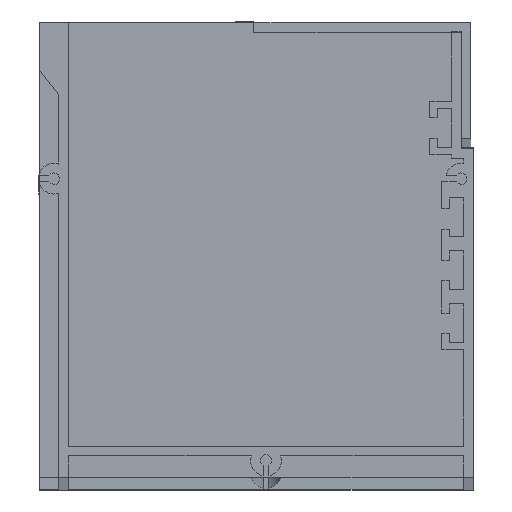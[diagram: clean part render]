
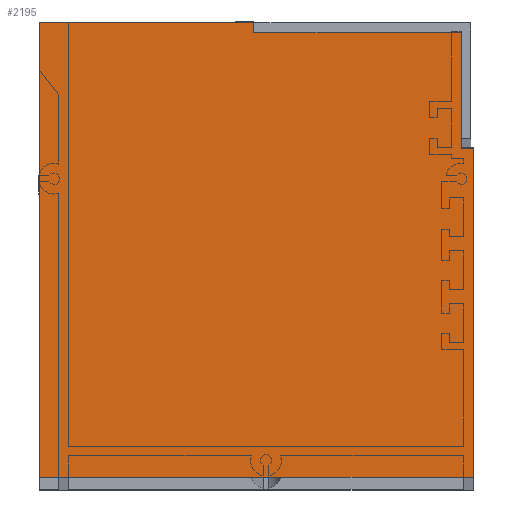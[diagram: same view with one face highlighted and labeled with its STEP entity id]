
A CAD part, top view. The second image highlights one B-rep face of the part: STEP entity #2195.
In plain terms, the highlighted planar face has unit normal (0, 0, 1).
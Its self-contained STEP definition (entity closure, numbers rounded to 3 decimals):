
#133=FACE_OUTER_BOUND('',#244,.T.);
#244=EDGE_LOOP('',(#1868,#1869,#1870,#1871,#1872,#1873,#1874,#1875));
#501=LINE('',#3454,#794);
#503=LINE('',#3458,#796);
#505=LINE('',#3462,#798);
#507=LINE('',#3466,#800);
#509=LINE('',#3470,#802);
#511=LINE('',#3474,#804);
#513=LINE('',#3478,#806);
#515=LINE('',#3481,#808);
#794=VECTOR('',#2831,10.);
#796=VECTOR('',#2835,10.);
#798=VECTOR('',#2839,10.);
#800=VECTOR('',#2843,10.);
#802=VECTOR('',#2847,10.);
#804=VECTOR('',#2851,10.);
#806=VECTOR('',#2855,10.);
#808=VECTOR('',#2859,10.);
#1029=VERTEX_POINT('',#3451);
#1030=VERTEX_POINT('',#3453);
#1031=VERTEX_POINT('',#3457);
#1032=VERTEX_POINT('',#3461);
#1033=VERTEX_POINT('',#3465);
#1034=VERTEX_POINT('',#3469);
#1035=VERTEX_POINT('',#3473);
#1036=VERTEX_POINT('',#3477);
#1309=EDGE_CURVE('',#1030,#1029,#501,.T.);
#1311=EDGE_CURVE('',#1031,#1030,#503,.T.);
#1313=EDGE_CURVE('',#1032,#1031,#505,.T.);
#1315=EDGE_CURVE('',#1033,#1032,#507,.T.);
#1317=EDGE_CURVE('',#1034,#1033,#509,.T.);
#1319=EDGE_CURVE('',#1035,#1034,#511,.T.);
#1321=EDGE_CURVE('',#1036,#1035,#513,.T.);
#1323=EDGE_CURVE('',#1029,#1036,#515,.T.);
#1868=ORIENTED_EDGE('',*,*,#1323,.T.);
#1869=ORIENTED_EDGE('',*,*,#1321,.T.);
#1870=ORIENTED_EDGE('',*,*,#1319,.T.);
#1871=ORIENTED_EDGE('',*,*,#1317,.T.);
#1872=ORIENTED_EDGE('',*,*,#1315,.T.);
#1873=ORIENTED_EDGE('',*,*,#1313,.T.);
#1874=ORIENTED_EDGE('',*,*,#1311,.T.);
#1875=ORIENTED_EDGE('',*,*,#1309,.T.);
#2084=PLANE('',#2395);
#2195=ADVANCED_FACE('',(#133),#2084,.T.);
#2395=AXIS2_PLACEMENT_3D('',#3482,#2860,#2861);
#2831=DIRECTION('',(0.,1.,0.));
#2835=DIRECTION('',(-1.,0.,0.));
#2839=DIRECTION('',(0.,1.,0.));
#2843=DIRECTION('',(-1.,0.,0.));
#2847=DIRECTION('',(0.,1.,0.));
#2851=DIRECTION('',(1.,0.,0.));
#2855=DIRECTION('',(0.,-1.,0.));
#2859=DIRECTION('',(-1.,0.,0.));
#2860=DIRECTION('center_axis',(0.,0.,1.));
#2861=DIRECTION('ref_axis',(1.,0.,0.));
#3451=CARTESIAN_POINT('',(-0.5,47.25,2.9));
#3453=CARTESIAN_POINT('',(-0.5,45.05,2.9));
#3454=CARTESIAN_POINT('',(-0.5,47.25,2.9));
#3457=CARTESIAN_POINT('',(42.5,45.05,2.9));
#3458=CARTESIAN_POINT('',(-0.5,45.05,2.9));
#3461=CARTESIAN_POINT('',(42.5,21.05,2.9));
#3462=CARTESIAN_POINT('',(42.5,45.05,2.9));
#3465=CARTESIAN_POINT('',(45.,21.05,2.9));
#3466=CARTESIAN_POINT('',(42.5,21.05,2.9));
#3469=CARTESIAN_POINT('',(45.,-47.25,2.9));
#3470=CARTESIAN_POINT('',(45.,21.05,2.9));
#3473=CARTESIAN_POINT('',(-45.,-47.25,2.9));
#3474=CARTESIAN_POINT('',(45.,-47.25,2.9));
#3477=CARTESIAN_POINT('',(-45.,47.25,2.9));
#3478=CARTESIAN_POINT('',(-45.,-47.25,2.9));
#3481=CARTESIAN_POINT('',(-45.,47.25,2.9));
#3482=CARTESIAN_POINT('Origin',(-0.434,-0.434,2.9));
